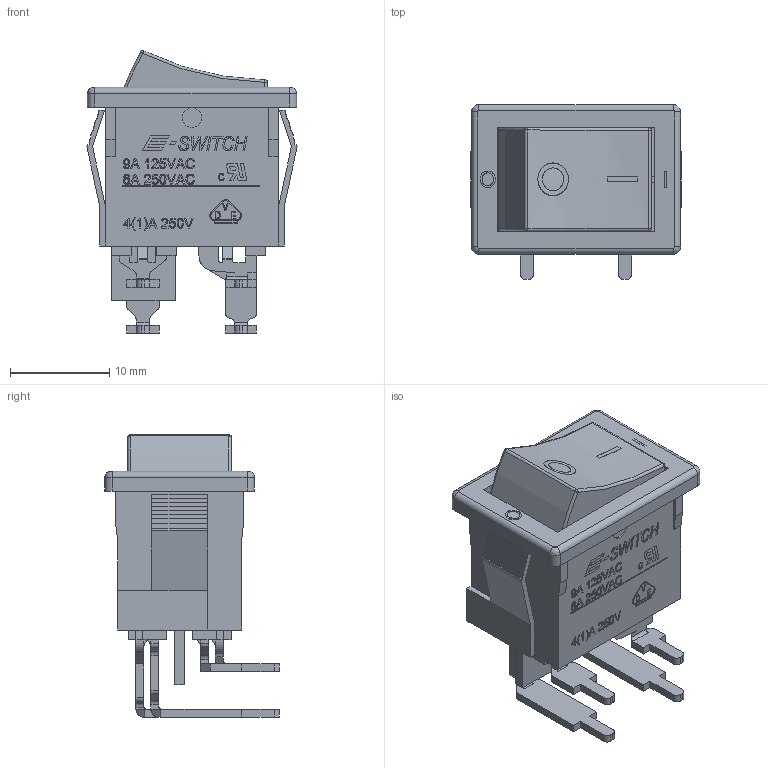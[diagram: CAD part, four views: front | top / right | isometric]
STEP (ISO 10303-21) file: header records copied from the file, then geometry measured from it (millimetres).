
FILE_DESCRIPTION(/* description */ (''),/* implementation_level */ '2;1');
FILE_NAME(/* name */ 'R1973BxxxxxxFRx.stp',/* time_stamp */ '2025-09-03T12:10:03-05:00',/* author */ ('mwilliams'),/* organization */ (''),/* preprocessor_version */ 'ST-DEVELOPER v18.1',/* originating_system */ 'Autodesk Inventor 2022',/* authorisation */ '');
FILE_SCHEMA (('AUTOMOTIVE_DESIGN { 1 0 10303 214 3 1 1 }'));
Length unit declared in the file: millimetre
Products named in the file (1): M400096_Simplify_1
Bounding box: 21.2 x 17.6 x 28.49 mm (x, y, z)
Volume: 2183.4 mm3; surface area: 4915.4 mm2
Topology: 1 solids, 1 shells, 1060 faces, 2931 edges, 1925 vertices
Faces by surface type: plane 677, bspline 280, cylinder 93, torus 6, sphere 4
Full cylindrical faces by diameter (mm): 2 x4
Entity records: 36693 total; most frequent: CARTESIAN_POINT 11280, ORIENTED_EDGE 5864, DIRECTION 4137, EDGE_CURVE 2932, LINE 2161, VECTOR 2161, VERTEX_POINT 1925, EDGE_LOOP 1151
